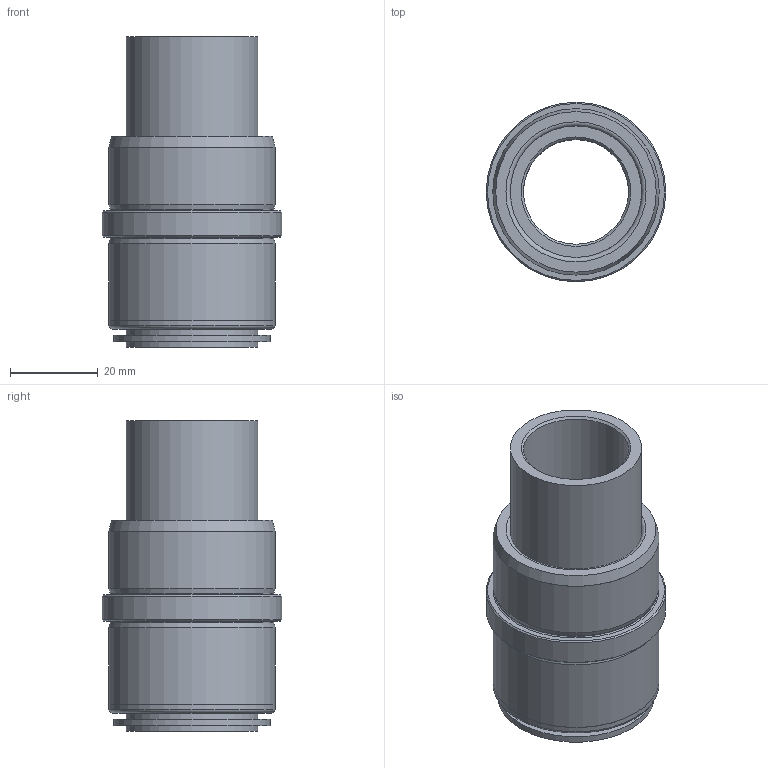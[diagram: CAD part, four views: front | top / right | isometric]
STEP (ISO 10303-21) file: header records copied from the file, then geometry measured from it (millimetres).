
FILE_DESCRIPTION(('STEP AP214'),'1');
FILE_NAME('T12M-24X71.stp','2016-03-11T08:48:15',(' '),(' '),'Spatial InterOp 3D',' ',' ');
FILE_SCHEMA(('automotive_design'));
Length unit declared in the file: millimetre
Products named in the file (2): 1; 2
Bounding box: 41 x 41 x 71 mm (x, y, z)
Volume: 38115 mm3; surface area: 23599.7 mm2
Topology: 2 solids, 2 shells, 34 faces, 59 edges, 35 vertices
Faces by surface type: cylinder 12, plane 10, cone 7, torus 5
Full cylindrical faces by diameter (mm): 24 x1, 30 x3, 35.7 x1, 37.4 x2, 37.95 x3, 38 x1, 41 x1
Entity records: 1166 total; most frequent: DIRECTION 140, CARTESIAN_POINT 104, AXIS2_PLACEMENT_3D 70, STYLED_ITEM 68, PRESENTATION_STYLE_ASSIGNMENT 68, EDGE_LOOP 68, COLOUR_RGB 68, ORIENTED_EDGE 68
